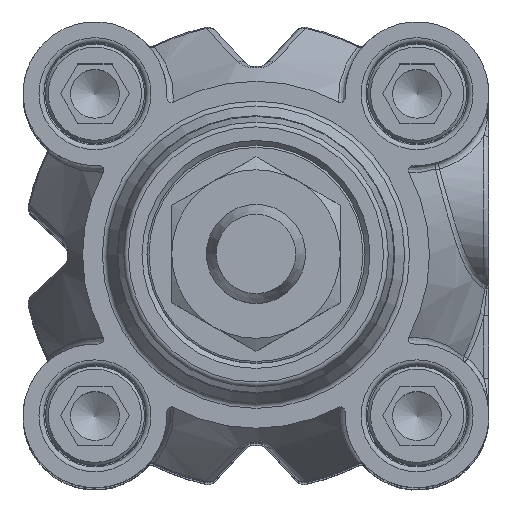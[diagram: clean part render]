
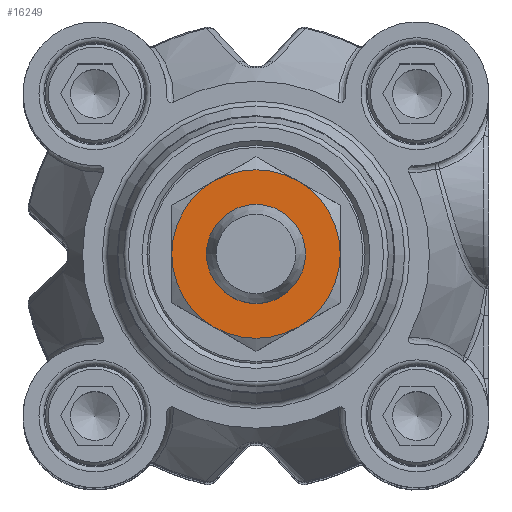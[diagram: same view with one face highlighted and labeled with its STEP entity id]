
A CAD part, top view. The second image highlights one B-rep face of the part: STEP entity #16249.
In plain terms, the highlighted face is planar.
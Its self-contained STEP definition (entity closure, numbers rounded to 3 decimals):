
#1623=FACE_BOUND('',#3268,.T.);
#1738=PLANE('',#17401);
#2321=FACE_OUTER_BOUND('',#3267,.T.);
#3267=EDGE_LOOP('',(#11364,#11365,#11366,#11367,#11368,#11369));
#3268=EDGE_LOOP('',(#11370));
#6462=CIRCLE('',#17400,5.);
#6463=CIRCLE('',#17402,8.5);
#6464=CIRCLE('',#17403,8.5);
#6465=CIRCLE('',#17404,8.5);
#6466=CIRCLE('',#17405,8.5);
#6467=CIRCLE('',#17406,8.5);
#6468=CIRCLE('',#17407,8.5);
#7375=VERTEX_POINT('',#23547);
#7376=VERTEX_POINT('',#23551);
#7377=VERTEX_POINT('',#23552);
#7378=VERTEX_POINT('',#23554);
#7379=VERTEX_POINT('',#23556);
#7380=VERTEX_POINT('',#23558);
#7381=VERTEX_POINT('',#23560);
#8951=EDGE_CURVE('',#7375,#7375,#6462,.T.);
#8953=EDGE_CURVE('',#7376,#7377,#6463,.T.);
#8954=EDGE_CURVE('',#7377,#7378,#6464,.T.);
#8955=EDGE_CURVE('',#7378,#7379,#6465,.T.);
#8956=EDGE_CURVE('',#7379,#7380,#6466,.T.);
#8957=EDGE_CURVE('',#7380,#7381,#6467,.T.);
#8958=EDGE_CURVE('',#7381,#7376,#6468,.T.);
#11364=ORIENTED_EDGE('',*,*,#8953,.T.);
#11365=ORIENTED_EDGE('',*,*,#8954,.T.);
#11366=ORIENTED_EDGE('',*,*,#8955,.T.);
#11367=ORIENTED_EDGE('',*,*,#8956,.T.);
#11368=ORIENTED_EDGE('',*,*,#8957,.T.);
#11369=ORIENTED_EDGE('',*,*,#8958,.T.);
#11370=ORIENTED_EDGE('',*,*,#8951,.F.);
#16249=ADVANCED_FACE('',(#2321,#1623),#1738,.T.);
#17400=AXIS2_PLACEMENT_3D('',#23548,#19108,#19109);
#17401=AXIS2_PLACEMENT_3D('',#23550,#19111,#19112);
#17402=AXIS2_PLACEMENT_3D('',#23553,#19113,#19114);
#17403=AXIS2_PLACEMENT_3D('',#23555,#19115,#19116);
#17404=AXIS2_PLACEMENT_3D('',#23557,#19117,#19118);
#17405=AXIS2_PLACEMENT_3D('',#23559,#19119,#19120);
#17406=AXIS2_PLACEMENT_3D('',#23561,#19121,#19122);
#17407=AXIS2_PLACEMENT_3D('',#23562,#19123,#19124);
#19108=DIRECTION('center_axis',(1.,0.,0.));
#19109=DIRECTION('ref_axis',(0.,0.,1.));
#19111=DIRECTION('center_axis',(1.,0.,0.));
#19112=DIRECTION('ref_axis',(0.,0.,-1.));
#19113=DIRECTION('center_axis',(1.,0.,0.));
#19114=DIRECTION('ref_axis',(0.,1.,0.));
#19115=DIRECTION('center_axis',(1.,0.,0.));
#19116=DIRECTION('ref_axis',(0.,1.,0.));
#19117=DIRECTION('center_axis',(1.,0.,0.));
#19118=DIRECTION('ref_axis',(0.,1.,0.));
#19119=DIRECTION('center_axis',(1.,0.,0.));
#19120=DIRECTION('ref_axis',(0.,1.,0.));
#19121=DIRECTION('center_axis',(1.,0.,0.));
#19122=DIRECTION('ref_axis',(0.,1.,0.));
#19123=DIRECTION('center_axis',(1.,0.,0.));
#19124=DIRECTION('ref_axis',(0.,1.,0.));
#23547=CARTESIAN_POINT('',(6.,0.,-5.));
#23548=CARTESIAN_POINT('Origin',(6.,0.,0.));
#23550=CARTESIAN_POINT('Origin',(6.,0.,0.));
#23551=CARTESIAN_POINT('',(6.,-7.361,-4.25));
#23552=CARTESIAN_POINT('',(6.,0.,-8.5));
#23553=CARTESIAN_POINT('Origin',(6.,0.,0.));
#23554=CARTESIAN_POINT('',(6.,7.361,-4.25));
#23555=CARTESIAN_POINT('Origin',(6.,0.,0.));
#23556=CARTESIAN_POINT('',(6.,7.361,4.25));
#23557=CARTESIAN_POINT('Origin',(6.,0.,0.));
#23558=CARTESIAN_POINT('',(6.,0.,8.5));
#23559=CARTESIAN_POINT('Origin',(6.,0.,0.));
#23560=CARTESIAN_POINT('',(6.,-7.361,4.25));
#23561=CARTESIAN_POINT('Origin',(6.,0.,0.));
#23562=CARTESIAN_POINT('Origin',(6.,0.,0.));
